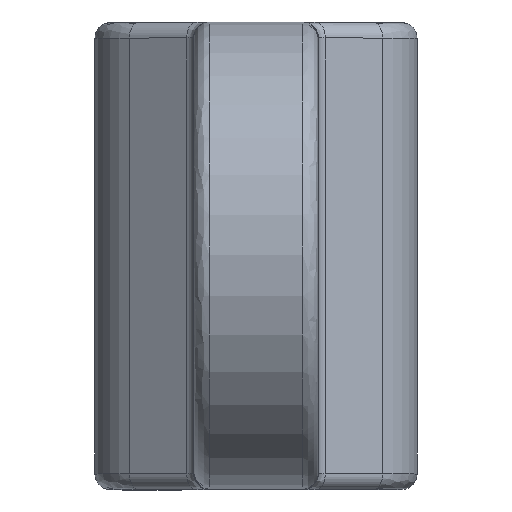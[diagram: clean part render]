
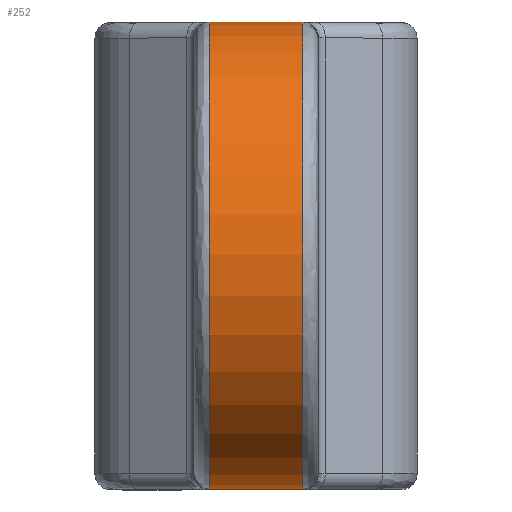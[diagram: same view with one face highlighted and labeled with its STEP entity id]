
A CAD part, top view. The second image highlights one B-rep face of the part: STEP entity #252.
In plain terms, the highlighted cylindrical face has radius 15 mm (diameter 30 mm), a partial arc.
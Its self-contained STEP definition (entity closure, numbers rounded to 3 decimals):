
#132 = CARTESIAN_POINT ( 'NONE',  ( -3., 15., 25. ) ) ;
#184 = DIRECTION ( 'NONE',  ( 0., 1., 0. ) ) ;
#202 = VERTEX_POINT ( 'NONE', #582 ) ;
#238 = DIRECTION ( 'NONE',  ( 1., 0., 0. ) ) ;
#252 = ADVANCED_FACE ( 'NONE', ( #3345 ), #1719, .T. ) ;
#351 = DIRECTION ( 'NONE',  ( 0., 1., 0. ) ) ;
#509 = ORIENTED_EDGE ( 'NONE', *, *, #1624, .F. ) ;
#582 = CARTESIAN_POINT ( 'NONE',  ( 3., 0., 25. ) ) ;
#662 = LINE ( 'NONE', #2519, #1613 ) ;
#734 = EDGE_CURVE ( 'NONE', #4250, #2436, #970, .T. ) ;
#926 = CIRCLE ( 'NONE', #2239, 15. ) ;
#970 = LINE ( 'NONE', #4082, #1147 ) ;
#1004 = CARTESIAN_POINT ( 'NONE',  ( -3., 30., 25. ) ) ;
#1147 = VECTOR ( 'NONE', #238, 1000. ) ;
#1259 = DIRECTION ( 'NONE',  ( 1., 0., 0. ) ) ;
#1361 = DIRECTION ( 'NONE',  ( 0., 0., -1. ) ) ;
#1442 = VERTEX_POINT ( 'NONE', #2631 ) ;
#1613 = VECTOR ( 'NONE', #4490, 1000. ) ;
#1624 = EDGE_CURVE ( 'NONE', #2436, #202, #926, .T. ) ;
#1719 = CYLINDRICAL_SURFACE ( 'NONE', #3781, 15. ) ;
#2182 = AXIS2_PLACEMENT_3D ( 'NONE', #132, #4405, #184 ) ;
#2239 = AXIS2_PLACEMENT_3D ( 'NONE', #2661, #4249, #351 ) ;
#2436 = VERTEX_POINT ( 'NONE', #4911 ) ;
#2519 = CARTESIAN_POINT ( 'NONE',  ( 0., 0., 25. ) ) ;
#2631 = CARTESIAN_POINT ( 'NONE',  ( -3., 0., 25. ) ) ;
#2661 = CARTESIAN_POINT ( 'NONE',  ( 3., 15., 25. ) ) ;
#2857 = CARTESIAN_POINT ( 'NONE',  ( -3., 15., 25. ) ) ;
#3232 = ORIENTED_EDGE ( 'NONE', *, *, #734, .F. ) ;
#3241 = CIRCLE ( 'NONE', #2182, 15. ) ;
#3345 = FACE_OUTER_BOUND ( 'NONE', #3596, .T. ) ;
#3485 = EDGE_CURVE ( 'NONE', #1442, #4250, #3241, .T. ) ;
#3596 = EDGE_LOOP ( 'NONE', ( #3618, #4141, #509, #3232 ) ) ;
#3618 = ORIENTED_EDGE ( 'NONE', *, *, #3485, .F. ) ;
#3781 = AXIS2_PLACEMENT_3D ( 'NONE', #2857, #1259, #1361 ) ;
#4082 = CARTESIAN_POINT ( 'NONE',  ( 0., 30., 25. ) ) ;
#4141 = ORIENTED_EDGE ( 'NONE', *, *, #4241, .T. ) ;
#4241 = EDGE_CURVE ( 'NONE', #1442, #202, #662, .T. ) ;
#4249 = DIRECTION ( 'NONE',  ( 1., 0., 0. ) ) ;
#4250 = VERTEX_POINT ( 'NONE', #1004 ) ;
#4405 = DIRECTION ( 'NONE',  ( -1., 0., 0. ) ) ;
#4490 = DIRECTION ( 'NONE',  ( 1., 0., 0. ) ) ;
#4911 = CARTESIAN_POINT ( 'NONE',  ( 3., 30., 25. ) ) ;
